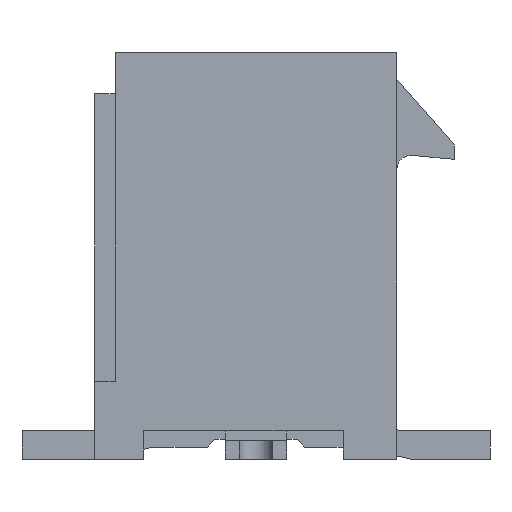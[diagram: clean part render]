
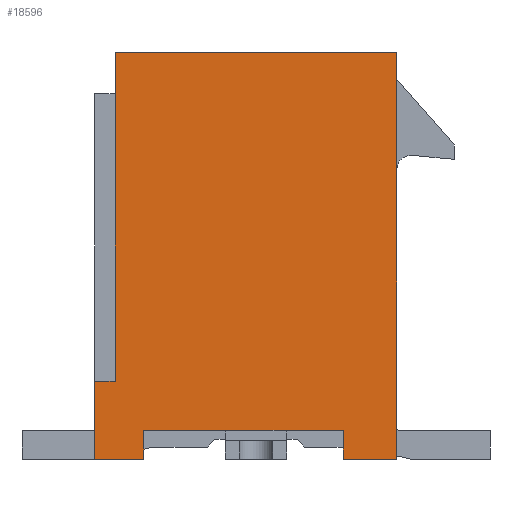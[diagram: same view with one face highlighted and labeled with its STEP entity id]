
A CAD part, left-side view. The second image highlights one B-rep face of the part: STEP entity #18596.
In plain terms, the highlighted face is planar.
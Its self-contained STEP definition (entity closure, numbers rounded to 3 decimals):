
#4446=ORIENTED_EDGE('',*,*,#7817,.F.);
#4447=ORIENTED_EDGE('',*,*,#7962,.F.);
#4448=ORIENTED_EDGE('',*,*,#7963,.F.);
#4449=ORIENTED_EDGE('',*,*,#7964,.F.);
#4450=ORIENTED_EDGE('',*,*,#7949,.F.);
#4451=ORIENTED_EDGE('',*,*,#7965,.T.);
#4452=ORIENTED_EDGE('',*,*,#7966,.T.);
#4453=ORIENTED_EDGE('',*,*,#7937,.T.);
#4454=ORIENTED_EDGE('',*,*,#7960,.T.);
#4455=ORIENTED_EDGE('',*,*,#7967,.F.);
#7817=EDGE_CURVE('',#9689,#9686,#12095,.T.);
#7937=EDGE_CURVE('',#9783,#9782,#12213,.T.);
#7949=EDGE_CURVE('',#9788,#9789,#12225,.T.);
#7960=EDGE_CURVE('',#9782,#9796,#12236,.T.);
#7962=EDGE_CURVE('',#9797,#9689,#12238,.T.);
#7963=EDGE_CURVE('',#9798,#9797,#12239,.T.);
#7964=EDGE_CURVE('',#9789,#9798,#12240,.T.);
#7965=EDGE_CURVE('',#9788,#9799,#12241,.T.);
#7966=EDGE_CURVE('',#9799,#9783,#12242,.T.);
#7967=EDGE_CURVE('',#9686,#9796,#12243,.T.);
#9686=VERTEX_POINT('',#29356);
#9689=VERTEX_POINT('',#29363);
#9782=VERTEX_POINT('',#29614);
#9783=VERTEX_POINT('',#29616);
#9788=VERTEX_POINT('',#29636);
#9789=VERTEX_POINT('',#29638);
#9796=VERTEX_POINT('',#29659);
#9797=VERTEX_POINT('',#29663);
#9798=VERTEX_POINT('',#29665);
#9799=VERTEX_POINT('',#29668);
#12095=LINE('',#29364,#14639);
#12213=LINE('',#29615,#14757);
#12225=LINE('',#29637,#14769);
#12236=LINE('',#29658,#14780);
#12238=LINE('',#29662,#14782);
#12239=LINE('',#29664,#14783);
#12240=LINE('',#29666,#14784);
#12241=LINE('',#29667,#14785);
#12242=LINE('',#29669,#14786);
#12243=LINE('',#29670,#14787);
#14639=VECTOR('',#23994,1000.);
#14757=VECTOR('',#24192,1000.);
#14769=VECTOR('',#24212,1000.);
#14780=VECTOR('',#24229,1000.);
#14782=VECTOR('',#24233,1000.);
#14783=VECTOR('',#24234,1000.);
#14784=VECTOR('',#24235,1000.);
#14785=VECTOR('',#24236,1000.);
#14786=VECTOR('',#24237,1000.);
#14787=VECTOR('',#24238,1000.);
#15719=EDGE_LOOP('',(#4446,#4447,#4448,#4449,#4450,#4451,#4452,#4453,#4454,
#4455));
#16709=FACE_BOUND('',#15719,.T.);
#17651=PLANE('',#19849);
#18596=ADVANCED_FACE('',(#16709),#17651,.T.);
#19849=AXIS2_PLACEMENT_3D('',#29661,#24231,#24232);
#23994=DIRECTION('',(0.,1.,0.));
#24192=DIRECTION('',(0.,0.,-1.));
#24212=DIRECTION('',(0.,1.,0.));
#24229=DIRECTION('',(0.,1.,0.));
#24231=DIRECTION('',(1.,0.,0.));
#24232=DIRECTION('',(0.,0.,-1.));
#24233=DIRECTION('',(0.,0.,-1.));
#24234=DIRECTION('',(0.,-1.,0.));
#24235=DIRECTION('',(0.,0.,-1.));
#24236=DIRECTION('',(0.,0.,-1.));
#24237=DIRECTION('',(0.,1.,0.));
#24238=DIRECTION('',(0.,0.,-1.));
#29356=CARTESIAN_POINT('',(16.85,4.95,-2.48));
#29363=CARTESIAN_POINT('',(16.85,4.25,-2.48));
#29364=CARTESIAN_POINT('',(16.85,-4.95,-2.48));
#29614=CARTESIAN_POINT('',(16.85,3.05,-3.68));
#29615=CARTESIAN_POINT('',(16.85,3.05,-3.18));
#29616=CARTESIAN_POINT('',(16.85,3.05,-3.18));
#29636=CARTESIAN_POINT('',(16.85,-4.95,3.68));
#29637=CARTESIAN_POINT('',(16.85,-4.95,3.68));
#29638=CARTESIAN_POINT('',(16.85,4.95,3.68));
#29658=CARTESIAN_POINT('',(16.85,-4.95,-3.68));
#29659=CARTESIAN_POINT('',(16.85,4.95,-3.68));
#29661=CARTESIAN_POINT('',(16.85,-4.95,3.68));
#29662=CARTESIAN_POINT('',(16.85,4.25,3.68));
#29663=CARTESIAN_POINT('',(16.85,4.25,2.37));
#29664=CARTESIAN_POINT('',(16.85,-4.95,2.37));
#29665=CARTESIAN_POINT('',(16.85,4.95,2.37));
#29666=CARTESIAN_POINT('',(16.85,4.95,3.68));
#29667=CARTESIAN_POINT('',(16.85,-4.95,3.68));
#29668=CARTESIAN_POINT('',(16.85,-4.95,-3.18));
#29669=CARTESIAN_POINT('',(16.85,3.05,-3.18));
#29670=CARTESIAN_POINT('',(16.85,4.95,3.68));
